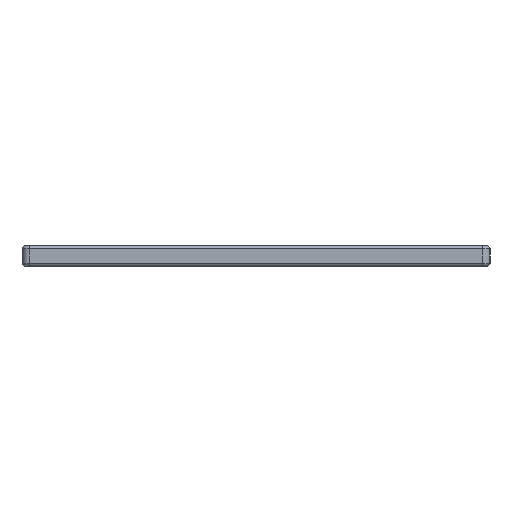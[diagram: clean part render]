
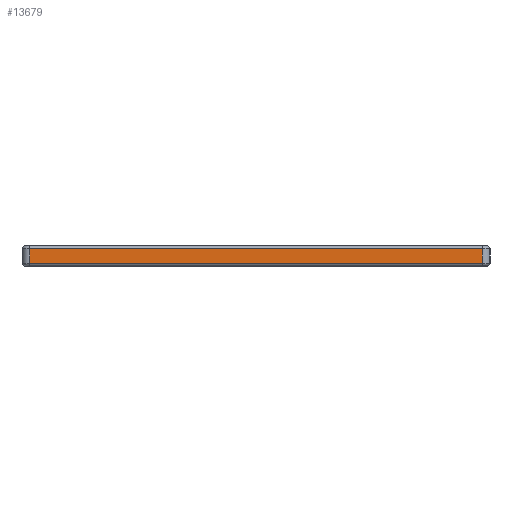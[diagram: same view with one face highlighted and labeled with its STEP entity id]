
A CAD part, left-side view. The second image highlights one B-rep face of the part: STEP entity #13679.
In plain terms, the highlighted planar face has unit normal (-1, 0, 0).
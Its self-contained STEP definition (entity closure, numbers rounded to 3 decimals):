
#63 = CARTESIAN_POINT ( 'NONE',  ( -600., 145., -11. ) ) ;
#965 = LINE ( 'NONE', #22948, #32730 ) ;
#2259 = DIRECTION ( 'NONE',  ( 0., 0., 1. ) ) ;
#3274 = LINE ( 'NONE', #22010, #14878 ) ;
#4042 = DIRECTION ( 'NONE',  ( 0., -1., 0. ) ) ;
#4693 = VECTOR ( 'NONE', #2259, 1000. ) ;
#5735 = CARTESIAN_POINT ( 'NONE',  ( -600., -145., -13. ) ) ;
#5867 = DIRECTION ( 'NONE',  ( 0., 0., 1. ) ) ;
#6851 = DIRECTION ( 'NONE',  ( 0., 0., 1. ) ) ;
#6919 = LINE ( 'NONE', #12484, #7415 ) ;
#7415 = VECTOR ( 'NONE', #37237, 1000. ) ;
#7887 = VERTEX_POINT ( 'NONE', #25732 ) ;
#8118 = ORIENTED_EDGE ( 'NONE', *, *, #16533, .T. ) ;
#8892 = EDGE_CURVE ( 'NONE', #33599, #38900, #3274, .T. ) ;
#11790 = EDGE_CURVE ( 'NONE', #33599, #7887, #965, .T. ) ;
#12484 = CARTESIAN_POINT ( 'NONE',  ( -600., 145., -2. ) ) ;
#12887 = LINE ( 'NONE', #14262, #4693 ) ;
#13679 = ADVANCED_FACE ( 'NONE', ( #19075 ), #30612, .T. ) ;
#14262 = CARTESIAN_POINT ( 'NONE',  ( -600., -145., -13. ) ) ;
#14878 = VECTOR ( 'NONE', #6851, 1000. ) ;
#15270 = DIRECTION ( 'NONE',  ( -1., 0., 0. ) ) ;
#15487 = CARTESIAN_POINT ( 'NONE',  ( -600., 145., -2. ) ) ;
#16533 = EDGE_CURVE ( 'NONE', #39245, #38900, #6919, .T. ) ;
#16585 = ORIENTED_EDGE ( 'NONE', *, *, #11790, .T. ) ;
#17766 = EDGE_CURVE ( 'NONE', #7887, #39245, #12887, .T. ) ;
#19075 = FACE_OUTER_BOUND ( 'NONE', #35753, .T. ) ;
#22010 = CARTESIAN_POINT ( 'NONE',  ( -600., 145., -13. ) ) ;
#22948 = CARTESIAN_POINT ( 'NONE',  ( -600., -145., -11. ) ) ;
#25732 = CARTESIAN_POINT ( 'NONE',  ( -600., -145., -11. ) ) ;
#30612 = PLANE ( 'NONE',  #36618 ) ;
#32001 = CARTESIAN_POINT ( 'NONE',  ( -600., -145., -2. ) ) ;
#32730 = VECTOR ( 'NONE', #4042, 1000. ) ;
#33599 = VERTEX_POINT ( 'NONE', #63 ) ;
#35753 = EDGE_LOOP ( 'NONE', ( #37942, #16585, #36126, #8118 ) ) ;
#36126 = ORIENTED_EDGE ( 'NONE', *, *, #17766, .T. ) ;
#36618 = AXIS2_PLACEMENT_3D ( 'NONE', #5735, #15270, #5867 ) ;
#37237 = DIRECTION ( 'NONE',  ( 0., 1., 0. ) ) ;
#37942 = ORIENTED_EDGE ( 'NONE', *, *, #8892, .F. ) ;
#38900 = VERTEX_POINT ( 'NONE', #15487 ) ;
#39245 = VERTEX_POINT ( 'NONE', #32001 ) ;
